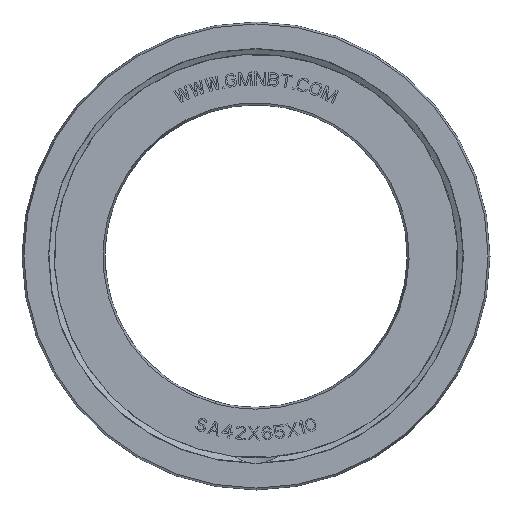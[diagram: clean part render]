
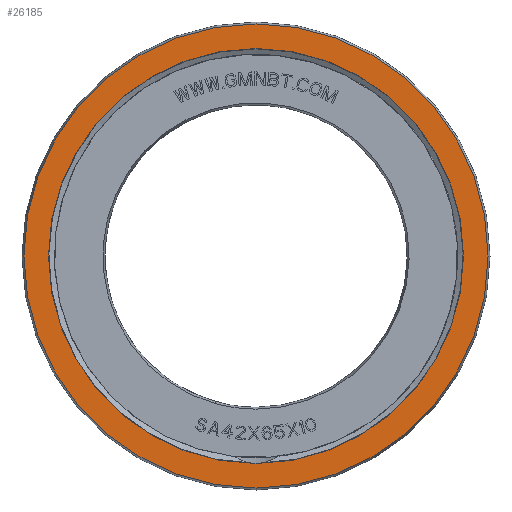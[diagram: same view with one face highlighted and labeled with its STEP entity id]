
A CAD part, front view. The second image highlights one B-rep face of the part: STEP entity #26185.
In plain terms, the highlighted planar face has unit normal (0, -1, 0).
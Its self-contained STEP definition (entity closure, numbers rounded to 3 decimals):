
#25151=CARTESIAN_POINT('',(0.,-5.,0.));
#25152=DIRECTION('',(0.,-1.,0.));
#25153=DIRECTION('',(0.,0.,-1.));
#25154=AXIS2_PLACEMENT_3D('',#25151,#25152,#25153);
#25166=CARTESIAN_POINT('',(0.,-5.,0.));
#25167=DIRECTION('',(0.,1.,0.));
#25168=DIRECTION('',(0.,0.,-1.));
#25169=AXIS2_PLACEMENT_3D('',#25166,#25167,#25168);
#25174=CARTESIAN_POINT('',(0.,-5.,0.));
#25175=DIRECTION('',(0.,1.,0.));
#25176=DIRECTION('',(0.,0.,-1.));
#25177=AXIS2_PLACEMENT_3D('',#25174,#25175,#25176);
#25182=CARTESIAN_POINT('',(0.,-5.,0.));
#25183=DIRECTION('',(0.,-1.,0.));
#25184=DIRECTION('',(0.,0.,-1.));
#25185=AXIS2_PLACEMENT_3D('',#25182,#25183,#25184);
#26022=CARTESIAN_POINT('',(0.,-5.,-28.816));
#26024=VERTEX_POINT('',#26022);
#26025=CARTESIAN_POINT('',(0.,-5.,-32.232));
#26027=VERTEX_POINT('',#26025);
#26053=CARTESIAN_POINT('',(0.,-5.,28.816));
#26054=VERTEX_POINT('',#26053);
#26055=CARTESIAN_POINT('',(0.,-5.,32.232));
#26057=VERTEX_POINT('',#26055);
#26170=CARTESIAN_POINT('',(0.,-5.,0.));
#26171=DIRECTION('',(0.,1.,0.));
#26172=DIRECTION('',(0.,0.,-1.));
#26173=AXIS2_PLACEMENT_3D('',#26170,#26171,#26172);
#26174=PLANE('',#26173);
#26175=ORIENTED_EDGE('',*,*,#26149,.F.);
#26176=ORIENTED_EDGE('',*,*,#26165,.T.);
#26177=EDGE_LOOP('',(#26175,#26176));
#26178=FACE_OUTER_BOUND('',#26177,.F.);
#26180=ORIENTED_EDGE('',*,*,#26179,.F.);
#26182=ORIENTED_EDGE('',*,*,#26181,.T.);
#26183=EDGE_LOOP('',(#26180,#26182));
#26184=FACE_BOUND('',#26183,.F.);
#25155=CIRCLE('',#25154,32.232);
#25170=CIRCLE('',#25169,32.232);
#25178=CIRCLE('',#25177,28.816);
#25186=CIRCLE('',#25185,28.816);
#26149=EDGE_CURVE('',#26027,#26057,#25155,.T.);
#26165=EDGE_CURVE('',#26027,#26057,#25170,.T.);
#26179=EDGE_CURVE('',#26024,#26054,#25178,.T.);
#26181=EDGE_CURVE('',#26024,#26054,#25186,.T.);
#26185=ADVANCED_FACE('',(#26178,#26184),#26174,.F.);
